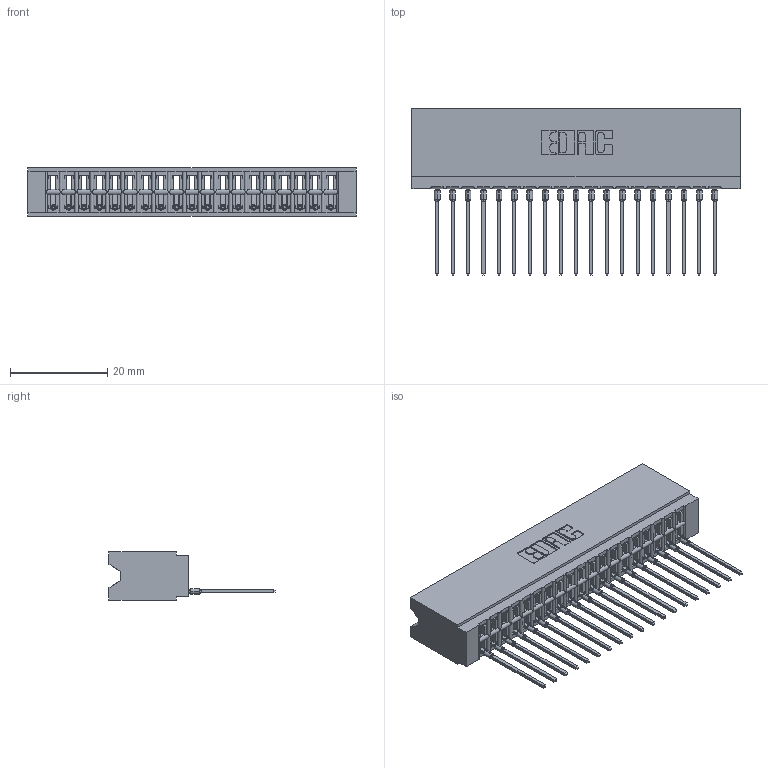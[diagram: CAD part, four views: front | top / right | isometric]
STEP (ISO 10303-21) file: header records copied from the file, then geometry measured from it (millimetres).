
FILE_DESCRIPTION (( 'STEP AP203' ), '1' );
FILE_NAME ('746-019-553-106.STEP', '2026-02-27T21:24:08', ( '' ), ( '' ), 'SwSTEP 2.0', 'SolidWorks 2023', '' );
FILE_SCHEMA (( 'CONFIG_CONTROL_DESIGN' ));
Length unit declared in the file: millimetre
Products named in the file (3): 746-019-553-106; 746 Part_.515 Slot Depth - 06; 746-292-001_553
Assembly tree (20 placements, depth 2):
  746-019-553-106
    746 Part_.515 Slot Depth - 06
    746-292-001_553  x19
Bounding box: 67.56 x 34.2 x 9.91 mm (x, y, z)
Volume: 7264.7 mm3; surface area: 10751.8 mm2
Topology: 20 solids, 20 shells, 2150 faces, 6098 edges, 3918 vertices
Faces by surface type: plane 1253, cylinder 403, bspline 380, torus 114
Entity records: 31975 total; most frequent: CARTESIAN_POINT 6659, ORIENTED_EDGE 5536, DIRECTION 4624, EDGE_CURVE 2768, LINE 2394, VECTOR 2394, VERTEX_POINT 1830, AXIS2_PLACEMENT_3D 1115
